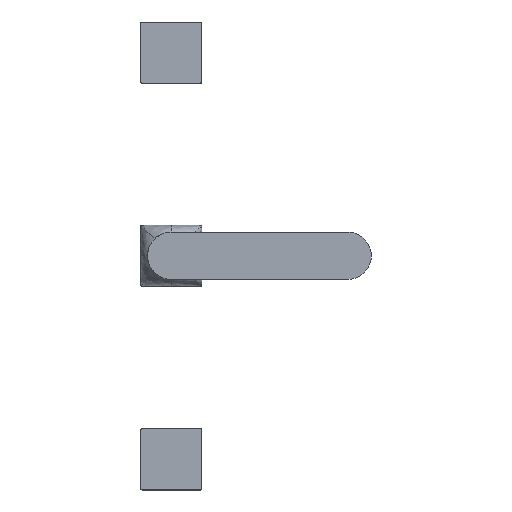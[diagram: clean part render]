
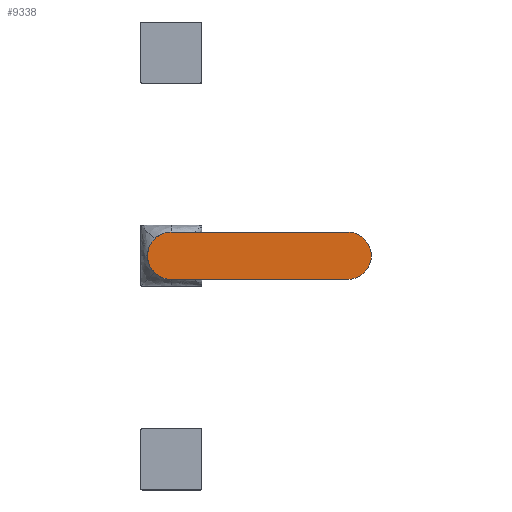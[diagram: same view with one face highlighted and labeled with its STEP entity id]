
A CAD part, top view. The second image highlights one B-rep face of the part: STEP entity #9338.
In plain terms, the highlighted planar face has unit normal (0, 0, 1).
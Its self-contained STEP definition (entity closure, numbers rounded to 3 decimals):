
#9267=CARTESIAN_POINT('Axis2P3D Location',(0.,150.,216.5)) ;
#9272=CARTESIAN_POINT('Axis2P3D Location',(0.,150.,216.5)) ;
#9276=CARTESIAN_POINT('Vertex',(-16.771,155.,216.5)) ;
#9278=CARTESIAN_POINT('Vertex',(-16.771,145.,216.5)) ;
#9281=CARTESIAN_POINT('Axis2P3D Location',(0.,150.,216.5)) ;
#9285=CARTESIAN_POINT('Vertex',(0.,132.5,216.5)) ;
#9288=CARTESIAN_POINT('Line Origine',(65.,132.5,216.5)) ;
#9292=CARTESIAN_POINT('Vertex',(130.,132.5,216.5)) ;
#9295=CARTESIAN_POINT('Axis2P3D Location',(130.,150.,216.5)) ;
#9299=CARTESIAN_POINT('Vertex',(146.771,145.,216.5)) ;
#9302=CARTESIAN_POINT('Axis2P3D Location',(130.,150.,216.5)) ;
#9306=CARTESIAN_POINT('Vertex',(146.771,155.,216.5)) ;
#9309=CARTESIAN_POINT('Axis2P3D Location',(130.,150.,216.5)) ;
#9313=CARTESIAN_POINT('Vertex',(130.,167.5,216.5)) ;
#9316=CARTESIAN_POINT('Line Origine',(65.,167.5,216.5)) ;
#9320=CARTESIAN_POINT('Vertex',(0.,167.5,216.5)) ;
#9323=CARTESIAN_POINT('Axis2P3D Location',(0.,150.,216.5)) ;
#9290=VECTOR('Line Direction',#9289,1.) ;
#9318=VECTOR('Line Direction',#9317,1.) ;
#9268=DIRECTION('Axis2P3D Direction',(0.,-0.,1.)) ;
#9269=DIRECTION('Axis2P3D XDirection',(0.,1.,0.)) ;
#9273=DIRECTION('Axis2P3D Direction',(0.,-0.,1.)) ;
#9282=DIRECTION('Axis2P3D Direction',(0.,-0.,1.)) ;
#9289=DIRECTION('Vector Direction',(-1.,0.,0.)) ;
#9296=DIRECTION('Axis2P3D Direction',(0.,-0.,1.)) ;
#9303=DIRECTION('Axis2P3D Direction',(0.,-0.,1.)) ;
#9310=DIRECTION('Axis2P3D Direction',(0.,-0.,1.)) ;
#9317=DIRECTION('Vector Direction',(1.,0.,0.)) ;
#9324=DIRECTION('Axis2P3D Direction',(0.,-0.,1.)) ;
#9270=AXIS2_PLACEMENT_3D('Plane Axis2P3D',#9267,#9268,#9269) ;
#9274=AXIS2_PLACEMENT_3D('Circle Axis2P3D',#9272,#9273,$) ;
#9283=AXIS2_PLACEMENT_3D('Circle Axis2P3D',#9281,#9282,$) ;
#9297=AXIS2_PLACEMENT_3D('Circle Axis2P3D',#9295,#9296,$) ;
#9304=AXIS2_PLACEMENT_3D('Circle Axis2P3D',#9302,#9303,$) ;
#9311=AXIS2_PLACEMENT_3D('Circle Axis2P3D',#9309,#9310,$) ;
#9325=AXIS2_PLACEMENT_3D('Circle Axis2P3D',#9323,#9324,$) ;
#9291=LINE('Line',#9288,#9290) ;
#9319=LINE('Line',#9316,#9318) ;
#9275=CIRCLE('generated circle',#9274,17.5) ;
#9284=CIRCLE('generated circle',#9283,17.5) ;
#9298=CIRCLE('generated circle',#9297,17.5) ;
#9305=CIRCLE('generated circle',#9304,17.5) ;
#9312=CIRCLE('generated circle',#9311,17.5) ;
#9326=CIRCLE('generated circle',#9325,17.5) ;
#9271=PLANE('',#9270) ;
#9280=EDGE_CURVE('',#9277,#9279,#9275,.T.) ;
#9287=EDGE_CURVE('',#9279,#9286,#9284,.T.) ;
#9294=EDGE_CURVE('',#9286,#9293,#9291,.F.) ;
#9301=EDGE_CURVE('',#9293,#9300,#9298,.T.) ;
#9308=EDGE_CURVE('',#9300,#9307,#9305,.T.) ;
#9315=EDGE_CURVE('',#9307,#9314,#9312,.T.) ;
#9322=EDGE_CURVE('',#9314,#9321,#9319,.F.) ;
#9327=EDGE_CURVE('',#9321,#9277,#9326,.T.) ;
#9329=ORIENTED_EDGE('',*,*,#9280,.T.) ;
#9330=ORIENTED_EDGE('',*,*,#9287,.T.) ;
#9331=ORIENTED_EDGE('',*,*,#9294,.T.) ;
#9332=ORIENTED_EDGE('',*,*,#9301,.T.) ;
#9333=ORIENTED_EDGE('',*,*,#9308,.T.) ;
#9334=ORIENTED_EDGE('',*,*,#9315,.T.) ;
#9335=ORIENTED_EDGE('',*,*,#9322,.T.) ;
#9336=ORIENTED_EDGE('',*,*,#9327,.T.) ;
#9328=EDGE_LOOP('',(#9329,#9330,#9331,#9332,#9333,#9334,#9335,#9336)) ;
#9277=VERTEX_POINT('',#9276) ;
#9279=VERTEX_POINT('',#9278) ;
#9286=VERTEX_POINT('',#9285) ;
#9293=VERTEX_POINT('',#9292) ;
#9300=VERTEX_POINT('',#9299) ;
#9307=VERTEX_POINT('',#9306) ;
#9314=VERTEX_POINT('',#9313) ;
#9321=VERTEX_POINT('',#9320) ;
#9338=ADVANCED_FACE('Superficie.123',(#9337),#9271,.T.) ;
#9337=FACE_OUTER_BOUND('',#9328,.T.) ;
